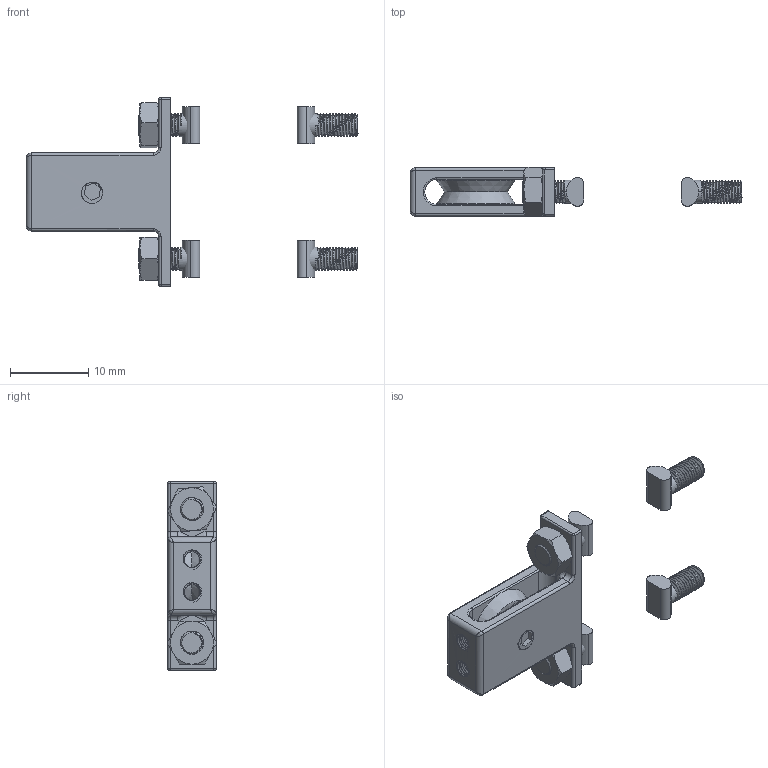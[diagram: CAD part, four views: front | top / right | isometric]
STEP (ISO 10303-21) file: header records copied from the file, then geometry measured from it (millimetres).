
FILE_DESCRIPTION (( 'STEP AP214' ), '1' );
FILE_NAME ('Pulley Assembly.STEP', '2025-03-09T23:31:32', ( '' ), ( '' ), 'SwSTEP 2.0', 'SolidWorks 2024', '' );
FILE_SCHEMA (( 'AUTOMOTIVE_DESIGN' ));
Length unit declared in the file: inch
Products named in the file (8): M3.stp; NoHeadScrew001.stp; VPulley.stp; PulleyModule.stp; Pulley Assembly; StopperScrew.stp; PulleyBracketV4.stp; BL-300C-2M.stp
Assembly tree (11 placements, depth 4):
  Pulley Assembly
    BL-300C-2M.stp
      PulleyModule.stp
        VPulley.stp
        NoHeadScrew001.stp
        PulleyBracketV4.stp
      StopperScrew.stp  x4
      M3.stp  x2
Bounding box: 42.55 x 6.35 x 24.19 mm (x, y, z)
Volume: 606.1 mm3; surface area: 2518.1 mm2
Topology: 12 solids, 13 shells, 465 faces, 1163 edges, 716 vertices
Faces by surface type: cylinder 266, cone 80, plane 70, bspline 41, torus 8
Entity records: 16280 total; most frequent: CARTESIAN_POINT 9913, ORIENTED_EDGE 1458, DIRECTION 1076, EDGE_CURVE 731, VERTEX_POINT 447, AXIS2_PLACEMENT_3D 406, EDGE_LOOP 307, FACE_OUTER_BOUND 292
